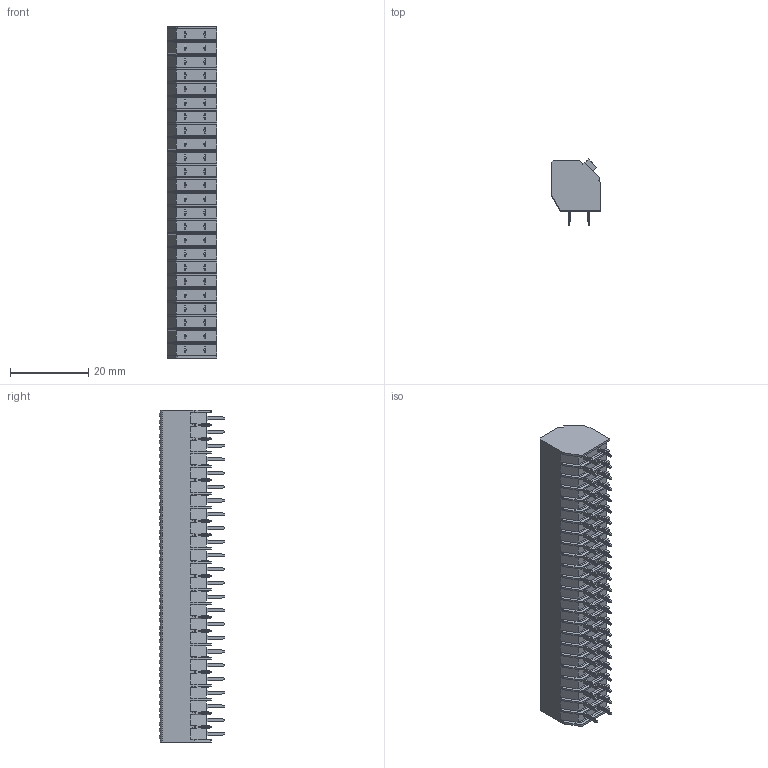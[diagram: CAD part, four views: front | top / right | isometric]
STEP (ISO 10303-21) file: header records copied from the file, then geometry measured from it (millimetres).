
FILE_DESCRIPTION((''),'2;1');
FILE_NAME('TLM-004AT-3_50-XXP-X','2024-09-29T',('sj'),(''),'PRO/ENGINEER BY PARAMETRIC TECHNOLOGY CORPORATION, 2015240','PRO/ENGINEER BY PARAMETRIC TECHNOLOGY CORPORATION, 2015240','');
FILE_SCHEMA(('CONFIG_CONTROL_DESIGN','SHAPE_APPEARANCE_LAYERS_GROUPS'));
Products named in the file (1): TLM-004AT-3_50-XXP-X
Bounding box: 12.7 x 16.72 x 84.7 mm (x, y, z)
Volume: 10991.3 mm3; surface area: 7444.9 mm2
Topology: 1 solids, 1 shells, 1936 faces, 5394 edges, 3580 vertices
Faces by surface type: plane 1764, cylinder 172
Entity records: 61380 total; most frequent: CARTESIAN_POINT 11818, ORIENTED_EDGE 10788, DIRECTION 9322, EDGE_CURVE 5394, VECTOR 4762, LINE 4762, VERTEX_POINT 3580, AXIS2_PLACEMENT_3D 2280
